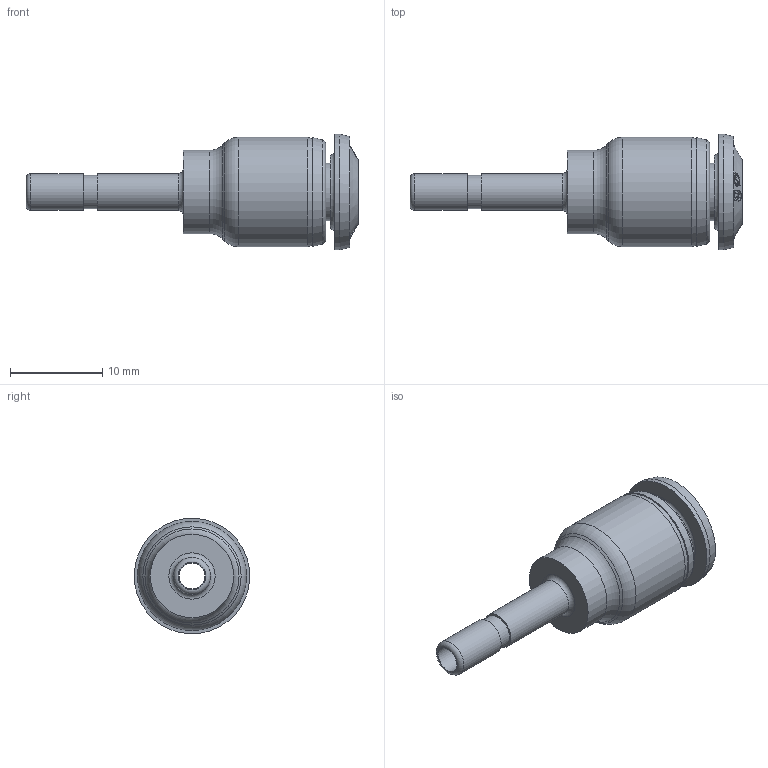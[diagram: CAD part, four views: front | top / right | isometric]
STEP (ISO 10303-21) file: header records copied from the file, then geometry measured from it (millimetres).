
FILE_DESCRIPTION (( 'STEP AP214' ), '1' );
FILE_NAME ('5570500001A.STEP', '2013-10-14T13:33:14', ( 'ST01' ), ( '' ), 'SwSTEP 2.0', 'SolidWorks 2012', '' );
FILE_SCHEMA (( 'AUTOMOTIVE_DESIGN' ));
Length unit declared in the file: millimetre
Products named in the file (1): 5570500001A
Bounding box: 35.9 x 12.5 x 12.5 mm (x, y, z)
Surface area: 1412.9 mm2 (no closed solid volume)
Topology: 0 solids, 3 shells, 83 faces, 203 edges, 132 vertices
Faces by surface type: bspline 46, cone 15, cylinder 8, plane 8, torus 6
Full cylindrical faces by diameter (mm): 2.8 x1, 3.6 x1, 4 x2, 6.2 x1, 9 x1, 11.8 x1, 12.5 x1
Entity records: 6102 total; most frequent: CARTESIAN_POINT 3776, ORIENTED_EDGE 336, EDGE_CURVE 173, B_SPLINE_CURVE_WITH_KNOTS 141, DIRECTION 136, VERTEX_POINT 126, EDGE_LOOP 116, FACE_OUTER_BOUND 95
